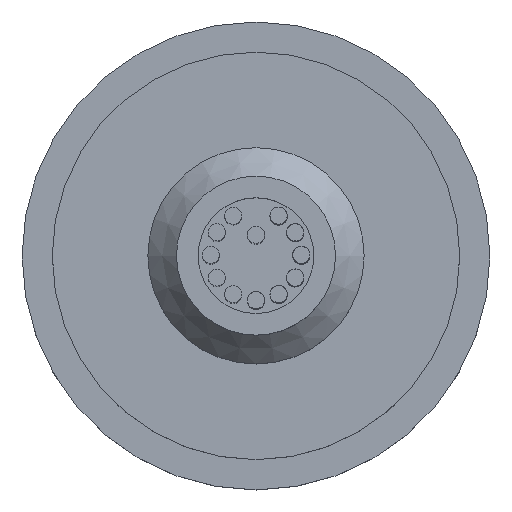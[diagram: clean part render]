
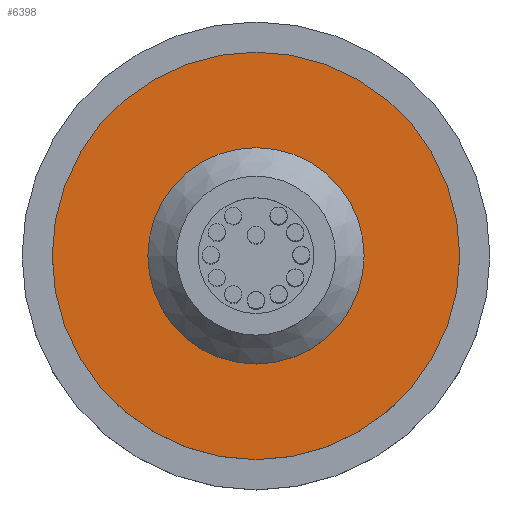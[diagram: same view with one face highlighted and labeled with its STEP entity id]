
A CAD part, top view. The second image highlights one B-rep face of the part: STEP entity #6398.
In plain terms, the highlighted planar face has unit normal (0, 0, 1).
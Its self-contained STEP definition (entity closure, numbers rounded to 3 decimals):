
#175=CIRCLE($,#6730,10.75);
#176=CIRCLE($,#6732,20.25);
#1084=FACE_BOUND($,#1570,.T.);
#1085=FACE_BOUND($,#1571,.T.);
#1570=EDGE_LOOP($,(#5744));
#1571=EDGE_LOOP($,(#5745));
#3147=VERTEX_POINT($,#17907);
#3148=VERTEX_POINT($,#17910);
#4011=EDGE_CURVE($,#3147,#3147,#175,.T.);
#4012=EDGE_CURVE($,#3148,#3148,#176,.T.);
#5744=ORIENTED_EDGE($,*,*,#4011,.T.);
#5745=ORIENTED_EDGE($,*,*,#4012,.F.);
#5920=PLANE($,#6734);
#6398=ADVANCED_FACE($,(#1084,#1085),#5920,.F.);
#6730=AXIS2_PLACEMENT_3D($,#17908,#7879,#7880);
#6732=AXIS2_PLACEMENT_3D($,#17911,#7883,#7884);
#6734=AXIS2_PLACEMENT_3D($,#17914,#7887,#7888);
#7879=DIRECTION('center_axis',(0.,0.,-1.));
#7880=DIRECTION('ref_axis',(-1.,0.,0.));
#7883=DIRECTION('center_axis',(0.,0.,-1.));
#7884=DIRECTION('ref_axis',(-1.,0.,0.));
#7887=DIRECTION('center_axis',(0.,0.,-1.));
#7888=DIRECTION('ref_axis',(-1.,0.,0.));
#17907=CARTESIAN_POINT('',(10.75,0.,19.));
#17908=CARTESIAN_POINT('Origin',(0.,0.,19.));
#17910=CARTESIAN_POINT('',(20.25,0.,19.));
#17911=CARTESIAN_POINT('Origin',(0.,0.,19.));
#17914=CARTESIAN_POINT('Origin',(0.,0.,19.));
